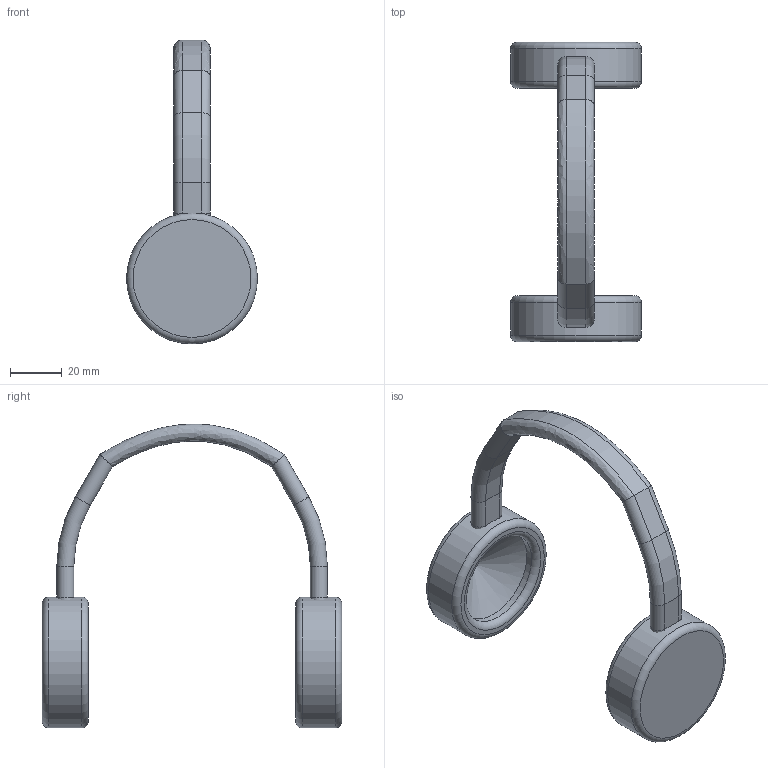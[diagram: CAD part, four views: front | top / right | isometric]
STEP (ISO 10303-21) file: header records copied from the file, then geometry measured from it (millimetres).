
FILE_DESCRIPTION(/* description */ ('STEP AP242','CAx-IF Rec.Pracs.---Representation and Presentation of Product Manufacturing Information (PMI)---4.0---2014-10-13','CAx-IF Rec.Pracs.---3D Tessellated Geometry---0.4---2014-09-14','2;1'),/* implementation_level */ '2;1');
FILE_NAME(/* name */ '66bc82c2dd1a5371003eeffd',/* time_stamp */ '2024-08-14T10:11:15Z',/* author */ (''),/* organization */ (''),/* preprocessor_version */ 'ST-DEVELOPER v20',/* originating_system */ ' ',/* authorisation */ ' ');
FILE_SCHEMA (('AP242_MANAGED_MODEL_BASED_3D_ENGINEERING_MIM_LF { 1 0 10303 442 1 1 4 }'));
Length unit declared in the file: metre
Products named in the file (5): Part 5; Part 4; Part 3; Part 2; Part 1
Bounding box: 50.8 x 116.1 x 117.9 mm (x, y, z)
Volume: 68143.4 mm3; surface area: 21652.4 mm2
Topology: 5 solids, 5 shells, 58 faces, 118 edges, 70 vertices
Faces by surface type: plane 22, cylinder 20, torus 10, bspline 4, cone 2
Full cylindrical faces by diameter (mm): 36.83 x2, 50.8 x2
Entity records: 1890 total; most frequent: CARTESIAN_POINT 633, DIRECTION 250, ORIENTED_EDGE 204, EDGE_CURVE 102, AXIS2_PLACEMENT_3D 101, FACE_BOUND 72, EDGE_LOOP 70, VERTEX_POINT 68
